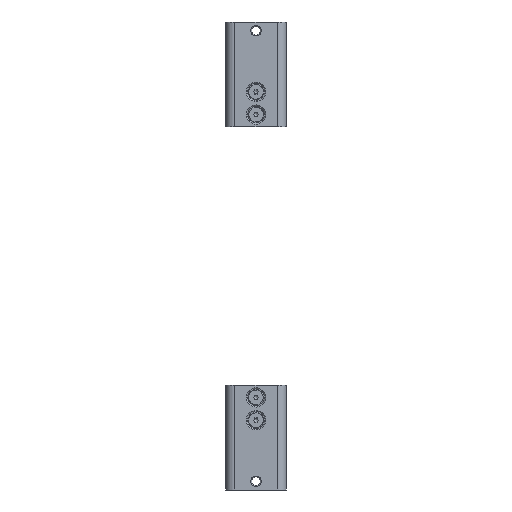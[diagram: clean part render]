
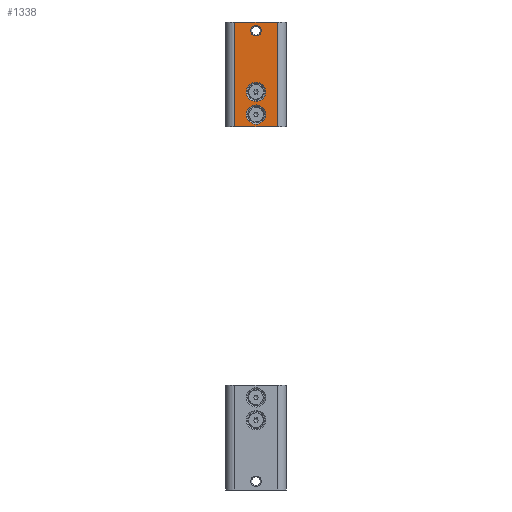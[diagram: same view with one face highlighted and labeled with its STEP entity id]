
A CAD part, front view. The second image highlights one B-rep face of the part: STEP entity #1338.
In plain terms, the highlighted planar face has unit normal (0, -1, 0).
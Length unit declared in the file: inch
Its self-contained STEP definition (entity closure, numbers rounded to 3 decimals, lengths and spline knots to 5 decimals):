
#115 = DIRECTION ( 'NONE',  ( 0., 1., 0. ) ) ;
#184 = ORIENTED_EDGE ( 'NONE', *, *, #604, .T. ) ;
#326 = AXIS2_PLACEMENT_3D ( 'NONE', #331, #2182, #5780 ) ;
#331 = CARTESIAN_POINT ( 'NONE',  ( 0., -0.2126, 1.14173 ) ) ;
#510 = CARTESIAN_POINT ( 'NONE',  ( 0., -0.2126, -0.74803 ) ) ;
#520 = FACE_BOUND ( 'NONE', #1908, .T. ) ;
#604 = EDGE_CURVE ( 'NONE', #4500, #4500, #915, .T. ) ;
#717 = VECTOR ( 'NONE', #4741, 39.37008 ) ;
#901 = ORIENTED_EDGE ( 'NONE', *, *, #3957, .T. ) ;
#914 = ORIENTED_EDGE ( 'NONE', *, *, #5894, .T. ) ;
#915 = CIRCLE ( 'NONE', #326, 0.11811 ) ;
#971 = ORIENTED_EDGE ( 'NONE', *, *, #1344, .F. ) ;
#989 = CARTESIAN_POINT ( 'NONE',  ( 0., -0.2126, -0.96457 ) ) ;
#1061 = PLANE ( 'NONE',  #4488 ) ;
#1338 = ADVANCED_FACE ( 'NONE', ( #520, #3810, #3838, #1517 ), #1061, .T. ) ;
#1344 = EDGE_CURVE ( 'NONE', #3045, #4164, #3383, .T. ) ;
#1517 = FACE_OUTER_BOUND ( 'NONE', #4664, .T. ) ;
#1520 = EDGE_CURVE ( 'NONE', #5026, #3686, #3591, .T. ) ;
#1586 = VECTOR ( 'NONE', #4417, 39.37008 ) ;
#1812 = CARTESIAN_POINT ( 'NONE',  ( 0.48031, -0.2126, -1.02362 ) ) ;
#1849 = ORIENTED_EDGE ( 'NONE', *, *, #1520, .T. ) ;
#1908 = EDGE_LOOP ( 'NONE', ( #901 ) ) ;
#1959 = CARTESIAN_POINT ( 'NONE',  ( 0., -0.2126, -0.23622 ) ) ;
#1993 = DIRECTION ( 'NONE',  ( 0., 0., -1. ) ) ;
#2182 = DIRECTION ( 'NONE',  ( 0., 1., 0. ) ) ;
#2196 = EDGE_CURVE ( 'NONE', #5026, #3045, #4902, .T. ) ;
#2296 = ORIENTED_EDGE ( 'NONE', *, *, #2415, .T. ) ;
#2415 = EDGE_CURVE ( 'NONE', #3686, #4164, #2480, .T. ) ;
#2440 = CIRCLE ( 'NONE', #5795, 0.21654 ) ;
#2480 = LINE ( 'NONE', #4715, #717 ) ;
#2824 = ORIENTED_EDGE ( 'NONE', *, *, #2196, .F. ) ;
#2923 = DIRECTION ( 'NONE',  ( 0., 0., -1. ) ) ;
#2930 = CARTESIAN_POINT ( 'NONE',  ( -0.48031, -0.2126, -1.02362 ) ) ;
#2951 = CARTESIAN_POINT ( 'NONE',  ( -0.48031, -0.2126, 1.33858 ) ) ;
#3045 = VERTEX_POINT ( 'NONE', #5783 ) ;
#3196 = CARTESIAN_POINT ( 'NONE',  ( -0.48031, -0.2126, 1.33858 ) ) ;
#3282 = VERTEX_POINT ( 'NONE', #989 ) ;
#3383 = LINE ( 'NONE', #5229, #4778 ) ;
#3591 = LINE ( 'NONE', #3196, #5916 ) ;
#3648 = CARTESIAN_POINT ( 'NONE',  ( 0., -0.2126, 1.02362 ) ) ;
#3686 = VERTEX_POINT ( 'NONE', #2930 ) ;
#3710 = VERTEX_POINT ( 'NONE', #5134 ) ;
#3810 = FACE_BOUND ( 'NONE', #5377, .T. ) ;
#3838 = FACE_BOUND ( 'NONE', #3940, .T. ) ;
#3940 = EDGE_LOOP ( 'NONE', ( #914 ) ) ;
#3957 = EDGE_CURVE ( 'NONE', #3710, #3710, #2440, .T. ) ;
#3959 = DIRECTION ( 'NONE',  ( 0., 0., -1. ) ) ;
#4164 = VERTEX_POINT ( 'NONE', #1812 ) ;
#4223 = CARTESIAN_POINT ( 'NONE',  ( -0.67717, -0.2126, 1.33858 ) ) ;
#4417 = DIRECTION ( 'NONE',  ( 1., 0., 0. ) ) ;
#4488 = AXIS2_PLACEMENT_3D ( 'NONE', #4223, #5672, #2923 ) ;
#4500 = VERTEX_POINT ( 'NONE', #3648 ) ;
#4577 = CIRCLE ( 'NONE', #5160, 0.21654 ) ;
#4664 = EDGE_LOOP ( 'NONE', ( #2296, #971, #2824, #1849 ) ) ;
#4685 = DIRECTION ( 'NONE',  ( 0., 0., -1. ) ) ;
#4715 = CARTESIAN_POINT ( 'NONE',  ( 0., -0.2126, -1.02362 ) ) ;
#4741 = DIRECTION ( 'NONE',  ( 1., 0., 0. ) ) ;
#4778 = VECTOR ( 'NONE', #3959, 39.37008 ) ;
#4902 = LINE ( 'NONE', #5311, #1586 ) ;
#5026 = VERTEX_POINT ( 'NONE', #2951 ) ;
#5134 = CARTESIAN_POINT ( 'NONE',  ( 0., -0.2126, -0.45276 ) ) ;
#5160 = AXIS2_PLACEMENT_3D ( 'NONE', #510, #115, #4685 ) ;
#5229 = CARTESIAN_POINT ( 'NONE',  ( 0.48031, -0.2126, 4.41795 ) ) ;
#5311 = CARTESIAN_POINT ( 'NONE',  ( 0., -0.2126, 1.33858 ) ) ;
#5377 = EDGE_LOOP ( 'NONE', ( #184 ) ) ;
#5664 = DIRECTION ( 'NONE',  ( 0., 1., 0. ) ) ;
#5672 = DIRECTION ( 'NONE',  ( 0., -1., 0. ) ) ;
#5780 = DIRECTION ( 'NONE',  ( 0., 0., -1. ) ) ;
#5783 = CARTESIAN_POINT ( 'NONE',  ( 0.48031, -0.2126, 1.33858 ) ) ;
#5795 = AXIS2_PLACEMENT_3D ( 'NONE', #1959, #5664, #1993 ) ;
#5846 = DIRECTION ( 'NONE',  ( 0., 0., -1. ) ) ;
#5894 = EDGE_CURVE ( 'NONE', #3282, #3282, #4577, .T. ) ;
#5916 = VECTOR ( 'NONE', #5846, 39.37008 ) ;
